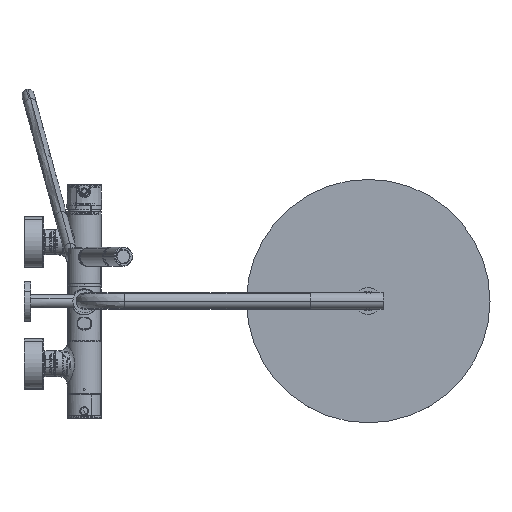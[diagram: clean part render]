
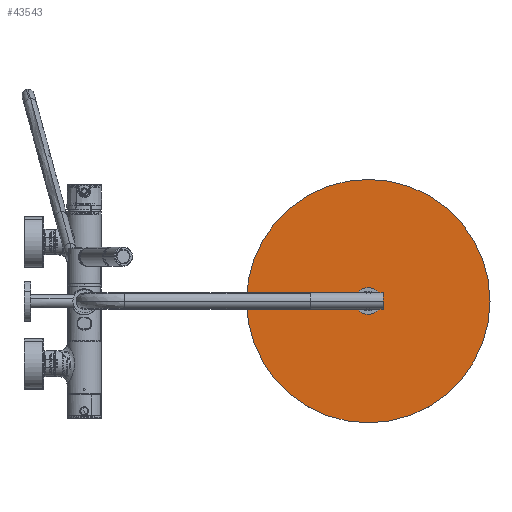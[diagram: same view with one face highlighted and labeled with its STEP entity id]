
A CAD part, top view. The second image highlights one B-rep face of the part: STEP entity #43543.
In plain terms, the highlighted planar face has unit normal (0, 0, 1).
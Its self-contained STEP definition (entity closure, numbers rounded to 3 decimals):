
#43400=CARTESIAN_POINT('Vertex',(350.,16.5,1228.5)) ;
#43414=CARTESIAN_POINT('Vertex',(350.,-16.5,1228.5)) ;
#43417=CARTESIAN_POINT('Axis2P3D Location',(350.,0.,1228.5)) ;
#43434=CARTESIAN_POINT('Axis2P3D Location',(350.,0.,1228.5)) ;
#43516=CARTESIAN_POINT('Axis2P3D Location',(350.,0.,1228.5)) ;
#43521=CARTESIAN_POINT('Axis2P3D Location',(350.,0.,1228.5)) ;
#43525=CARTESIAN_POINT('Vertex',(350.,-150.,1228.5)) ;
#43527=CARTESIAN_POINT('Vertex',(350.,150.,1228.5)) ;
#43530=CARTESIAN_POINT('Axis2P3D Location',(350.,0.,1228.5)) ;
#43418=DIRECTION('Axis2P3D Direction',(0.,0.,-1.)) ;
#43435=DIRECTION('Axis2P3D Direction',(0.,0.,-1.)) ;
#43517=DIRECTION('Axis2P3D Direction',(-0.,0.,1.)) ;
#43518=DIRECTION('Axis2P3D XDirection',(0.,-1.,0.)) ;
#43522=DIRECTION('Axis2P3D Direction',(-0.,0.,1.)) ;
#43531=DIRECTION('Axis2P3D Direction',(-0.,0.,1.)) ;
#43419=AXIS2_PLACEMENT_3D('Circle Axis2P3D',#43417,#43418,$) ;
#43436=AXIS2_PLACEMENT_3D('Circle Axis2P3D',#43434,#43435,$) ;
#43519=AXIS2_PLACEMENT_3D('Plane Axis2P3D',#43516,#43517,#43518) ;
#43523=AXIS2_PLACEMENT_3D('Circle Axis2P3D',#43521,#43522,$) ;
#43532=AXIS2_PLACEMENT_3D('Circle Axis2P3D',#43530,#43531,$) ;
#43420=CIRCLE('generated circle',#43419,16.5) ;
#43437=CIRCLE('generated circle',#43436,16.5) ;
#43524=CIRCLE('generated circle',#43523,150.) ;
#43533=CIRCLE('generated circle',#43532,150.) ;
#43520=PLANE('',#43519) ;
#43542=FACE_BOUND('',#43539,.T.) ;
#43421=EDGE_CURVE('',#43401,#43415,#43420,.T.) ;
#43438=EDGE_CURVE('',#43415,#43401,#43437,.T.) ;
#43529=EDGE_CURVE('',#43526,#43528,#43524,.T.) ;
#43534=EDGE_CURVE('',#43528,#43526,#43533,.T.) ;
#43536=ORIENTED_EDGE('',*,*,#43529,.T.) ;
#43537=ORIENTED_EDGE('',*,*,#43534,.T.) ;
#43540=ORIENTED_EDGE('',*,*,#43438,.T.) ;
#43541=ORIENTED_EDGE('',*,*,#43421,.T.) ;
#43535=EDGE_LOOP('',(#43536,#43537)) ;
#43539=EDGE_LOOP('',(#43540,#43541)) ;
#43401=VERTEX_POINT('',#43400) ;
#43415=VERTEX_POINT('',#43414) ;
#43526=VERTEX_POINT('',#43525) ;
#43528=VERTEX_POINT('',#43527) ;
#43543=ADVANCED_FACE('P97859.1\\25\\MANIFOLD_SOLID_BREP #15024',(#43538,#43542),#43520,.T.) ;
#43538=FACE_OUTER_BOUND('',#43535,.T.) ;
